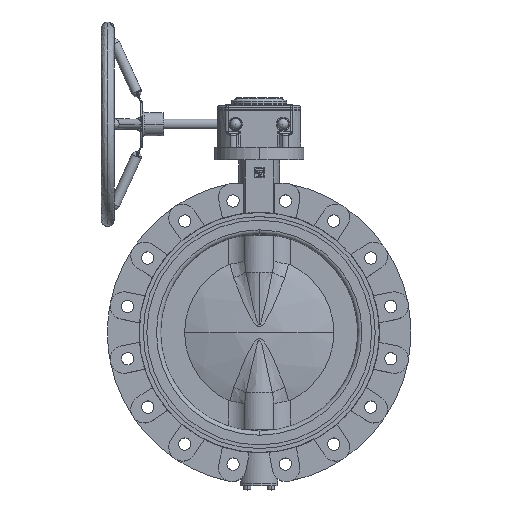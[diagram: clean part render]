
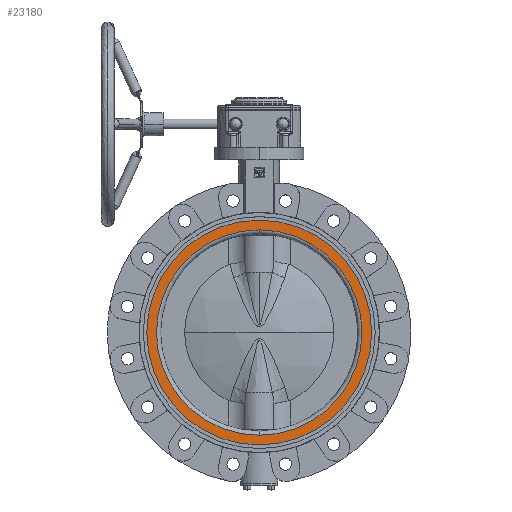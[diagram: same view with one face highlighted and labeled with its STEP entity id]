
A CAD part, top view. The second image highlights one B-rep face of the part: STEP entity #23180.
In plain terms, the highlighted planar face has unit normal (0, 0, 1).
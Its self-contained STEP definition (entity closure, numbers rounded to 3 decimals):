
#681 = CARTESIAN_POINT ( 'NONE',  ( 0., 0., 51. ) ) ;
#1627 = DIRECTION ( 'NONE',  ( 0., -1., 0. ) ) ;
#2573 = AXIS2_PLACEMENT_3D ( 'NONE', #32756, #62930, #24532 ) ;
#8141 = AXIS2_PLACEMENT_3D ( 'NONE', #89238, #44839, #59250 ) ;
#10095 = CIRCLE ( 'NONE', #27087, 220. ) ;
#15434 = DIRECTION ( 'NONE',  ( 0., 0., 1. ) ) ;
#17471 = EDGE_LOOP ( 'NONE', ( #95754, #34752 ) ) ;
#23180 = ADVANCED_FACE ( 'NONE', ( #42098, #29199 ), #89890, .F. ) ;
#24532 = DIRECTION ( 'NONE',  ( 0., -1., 0. ) ) ;
#25158 = ORIENTED_EDGE ( 'NONE', *, *, #51465, .F. ) ;
#27087 = AXIS2_PLACEMENT_3D ( 'NONE', #681, #83467, #1627 ) ;
#28414 = EDGE_LOOP ( 'NONE', ( #94623, #25158 ) ) ;
#29199 = FACE_OUTER_BOUND ( 'NONE', #17471, .T. ) ;
#30228 = DIRECTION ( 'NONE',  ( 0., -1., 0. ) ) ;
#31044 = CARTESIAN_POINT ( 'NONE',  ( 0., -201., 51. ) ) ;
#32175 = CARTESIAN_POINT ( 'NONE',  ( 0., -220., 51. ) ) ;
#32756 = CARTESIAN_POINT ( 'NONE',  ( 0., 0., 51. ) ) ;
#34752 = ORIENTED_EDGE ( 'NONE', *, *, #88157, .T. ) ;
#37310 = VERTEX_POINT ( 'NONE', #32175 ) ;
#38008 = CARTESIAN_POINT ( 'NONE',  ( 0., 201., 51. ) ) ;
#38799 = DIRECTION ( 'NONE',  ( 0., -1., 0. ) ) ;
#40222 = EDGE_CURVE ( 'NONE', #37310, #61047, #10095, .T. ) ;
#40234 = CARTESIAN_POINT ( 'NONE',  ( 0., 220., 51. ) ) ;
#42098 = FACE_BOUND ( 'NONE', #28414, .T. ) ;
#42641 = VERTEX_POINT ( 'NONE', #38008 ) ;
#44839 = DIRECTION ( 'NONE',  ( 0., 0., -1. ) ) ;
#48670 = CIRCLE ( 'NONE', #87460, 201. ) ;
#51465 = EDGE_CURVE ( 'NONE', #42641, #60603, #56271, .T. ) ;
#56271 = CIRCLE ( 'NONE', #82849, 201. ) ;
#59250 = DIRECTION ( 'NONE',  ( 0., 1., 0. ) ) ;
#60603 = VERTEX_POINT ( 'NONE', #31044 ) ;
#61047 = VERTEX_POINT ( 'NONE', #40234 ) ;
#62930 = DIRECTION ( 'NONE',  ( 0., 0., 1. ) ) ;
#68283 = CIRCLE ( 'NONE', #2573, 220. ) ;
#75076 = EDGE_CURVE ( 'NONE', #60603, #42641, #48670, .T. ) ;
#75213 = DIRECTION ( 'NONE',  ( 0., 0., 1. ) ) ;
#76886 = CARTESIAN_POINT ( 'NONE',  ( 0., 0., 51. ) ) ;
#81831 = CARTESIAN_POINT ( 'NONE',  ( 0., 0., 51. ) ) ;
#82849 = AXIS2_PLACEMENT_3D ( 'NONE', #76886, #15434, #38799 ) ;
#83467 = DIRECTION ( 'NONE',  ( 0., 0., 1. ) ) ;
#87460 = AXIS2_PLACEMENT_3D ( 'NONE', #81831, #75213, #30228 ) ;
#88157 = EDGE_CURVE ( 'NONE', #61047, #37310, #68283, .T. ) ;
#89238 = CARTESIAN_POINT ( 'NONE',  ( 0., 220., 51. ) ) ;
#89890 = PLANE ( 'NONE',  #8141 ) ;
#94623 = ORIENTED_EDGE ( 'NONE', *, *, #75076, .F. ) ;
#95754 = ORIENTED_EDGE ( 'NONE', *, *, #40222, .T. ) ;
